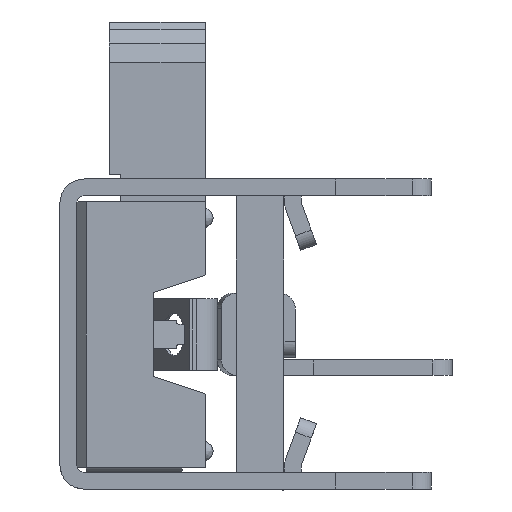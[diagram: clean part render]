
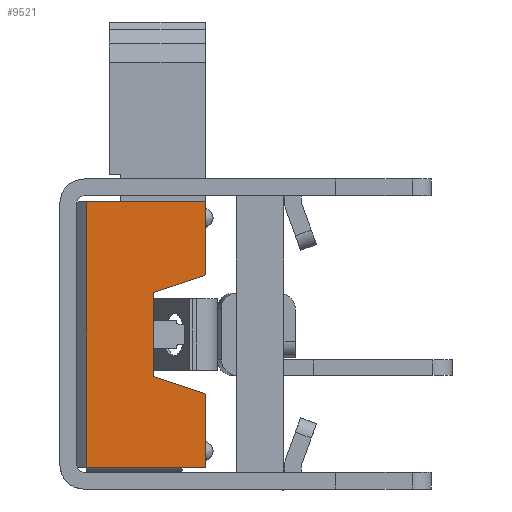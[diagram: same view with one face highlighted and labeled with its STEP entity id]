
A CAD part, left-side view. The second image highlights one B-rep face of the part: STEP entity #9521.
In plain terms, the highlighted planar face has unit normal (-1, 0, 0).
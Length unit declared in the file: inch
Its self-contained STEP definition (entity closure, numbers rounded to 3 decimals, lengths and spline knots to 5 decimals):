
#611=FACE_OUTER_BOUND('',#1097,.T.);
#1097=EDGE_LOOP('',(#8298,#8299,#8300,#8301,#8302,#8303,#8304,#8305));
#2160=LINE('',#14579,#3240);
#2169=LINE('',#14597,#3249);
#2336=LINE('',#15218,#3416);
#2349=LINE('',#15247,#3429);
#2354=LINE('',#15265,#3434);
#2358=LINE('',#15272,#3438);
#2361=LINE('',#15277,#3441);
#2409=LINE('',#15381,#3489);
#3240=VECTOR('',#11967,0.3937);
#3249=VECTOR('',#11984,0.3937);
#3416=VECTOR('',#12469,0.3937);
#3429=VECTOR('',#12496,0.3937);
#3434=VECTOR('',#12517,0.3937);
#3438=VECTOR('',#12523,0.3937);
#3441=VECTOR('',#12530,0.3937);
#3489=VECTOR('',#12630,0.3937);
#4142=VERTEX_POINT('',#14576);
#4143=VERTEX_POINT('',#14578);
#4147=VERTEX_POINT('',#14594);
#4148=VERTEX_POINT('',#14596);
#4319=VERTEX_POINT('',#15244);
#4320=VERTEX_POINT('',#15246);
#4325=VERTEX_POINT('',#15264);
#4327=VERTEX_POINT('',#15270);
#5338=EDGE_CURVE('',#4143,#4142,#2160,.T.);
#5348=EDGE_CURVE('',#4148,#4147,#2169,.T.);
#5593=EDGE_CURVE('',#4143,#4147,#2336,.T.);
#5607=EDGE_CURVE('',#4320,#4319,#2349,.T.);
#5615=EDGE_CURVE('',#4325,#4320,#2354,.T.);
#5619=EDGE_CURVE('',#4319,#4327,#2358,.T.);
#5622=EDGE_CURVE('',#4325,#4142,#2361,.T.);
#5673=EDGE_CURVE('',#4148,#4327,#2409,.T.);
#8298=ORIENTED_EDGE('',*,*,#5593,.F.);
#8299=ORIENTED_EDGE('',*,*,#5338,.T.);
#8300=ORIENTED_EDGE('',*,*,#5622,.F.);
#8301=ORIENTED_EDGE('',*,*,#5615,.T.);
#8302=ORIENTED_EDGE('',*,*,#5607,.T.);
#8303=ORIENTED_EDGE('',*,*,#5619,.T.);
#8304=ORIENTED_EDGE('',*,*,#5673,.F.);
#8305=ORIENTED_EDGE('',*,*,#5348,.T.);
#8638=PLANE('',#10212);
#9521=ADVANCED_FACE('',(#611),#8638,.T.);
#10212=AXIS2_PLACEMENT_3D('',#15382,#12631,#12632);
#11967=DIRECTION('',(0.,-1.,0.));
#11984=DIRECTION('',(0.,1.,0.));
#12469=DIRECTION('',(0.,0.,1.));
#12496=DIRECTION('',(0.,0.,1.));
#12517=DIRECTION('',(0.,0.947,0.32));
#12523=DIRECTION('',(0.,-0.947,0.32));
#12530=DIRECTION('',(0.,0.,-1.));
#12630=DIRECTION('',(0.,0.,-1.));
#12631=DIRECTION('center_axis',(-1.,0.,0.));
#12632=DIRECTION('ref_axis',(0.,0.,
1.));
#14576=CARTESIAN_POINT('',(0.96507,-0.20025,-0.05138));
#14578=CARTESIAN_POINT('',(0.96507,-0.04525,-0.05138));
#14579=CARTESIAN_POINT('',(0.96507,-0.20025,-0.05138));
#14594=CARTESIAN_POINT('',(0.96507,-0.04525,0.29462));
#14596=CARTESIAN_POINT('',(0.96507,-0.20025,0.29462));
#14597=CARTESIAN_POINT('',(0.96507,-0.20025,0.29462));
#15218=CARTESIAN_POINT('',(0.96507,-0.04525,0.12162));
#15244=CARTESIAN_POINT('',(0.96507,-0.13225,0.17612));
#15246=CARTESIAN_POINT('',(0.96507,-0.13225,0.06712));
#15247=CARTESIAN_POINT('',(0.96507,-0.13225,0.14887));
#15264=CARTESIAN_POINT('',(0.96507,-0.20025,0.04412));
#15265=CARTESIAN_POINT('',(0.96507,-0.15449,0.0596));
#15270=CARTESIAN_POINT('',(0.96507,-0.20025,0.19912));
#15272=CARTESIAN_POINT('',(0.96507,-0.18849,0.19515));
#15277=CARTESIAN_POINT('',(0.96507,-0.20025,0.12162));
#15381=CARTESIAN_POINT('',(0.96507,-0.20025,0.12162));
#15382=CARTESIAN_POINT('Origin',(0.96507,-0.20025,0.12162));
